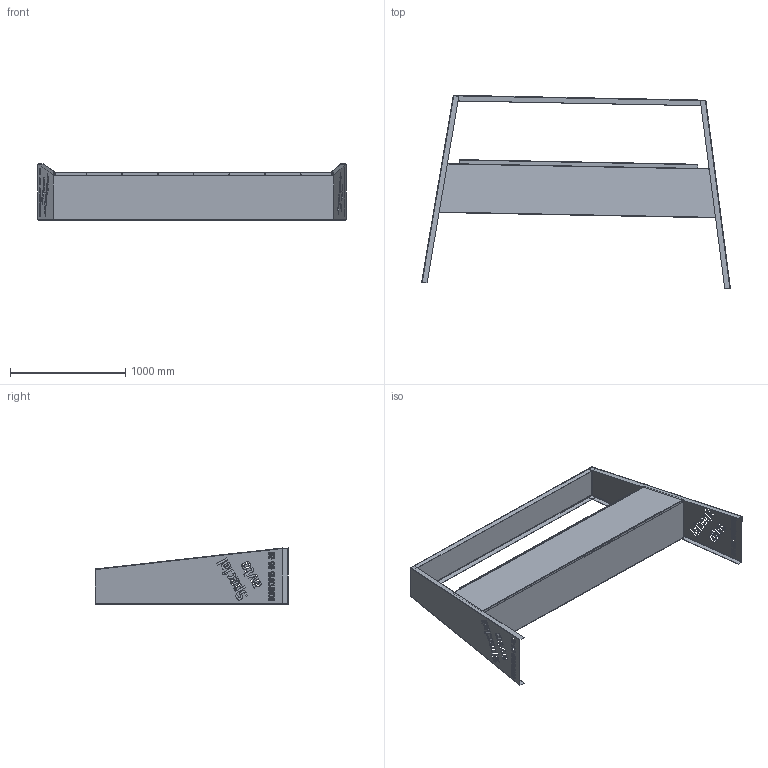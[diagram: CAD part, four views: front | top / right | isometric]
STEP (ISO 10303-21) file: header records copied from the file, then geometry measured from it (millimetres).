
FILE_DESCRIPTION(('FreeCAD Model'),'2;1');
FILE_NAME('Open CASCADE Shape Model','2025-05-04T13:50:17',('FreeCAD'),( 'FreeCAD'),'Open CASCADE STEP processor 7.6','FreeCAD','Unknown');
FILE_SCHEMA(('AUTOMOTIVE_DESIGN { 1 0 10303 214 1 1 1 1 }'));
Products named in the file (1): Open CASCADE STEP translator 7.6 1
Bounding box: 2674 x 1675.74 x 485.5 mm (x, y, z)
Volume: 13574808.9 mm3; surface area: 13455647 mm2
Topology: 7 solids, 7 shells, 1246 faces, 3580 edges, 2348 vertices
Faces by surface type: bspline 1246
Entity records: 40551 total; most frequent: CARTESIAN_POINT 18446, ORIENTED_EDGE 7160, EDGE_CURVE 3580, B_SPLINE_CURVE_WITH_KNOTS 3392, VERTEX_POINT 2348, FACE_BOUND 1604, EDGE_LOOP 1604, ADVANCED_FACE 1246
